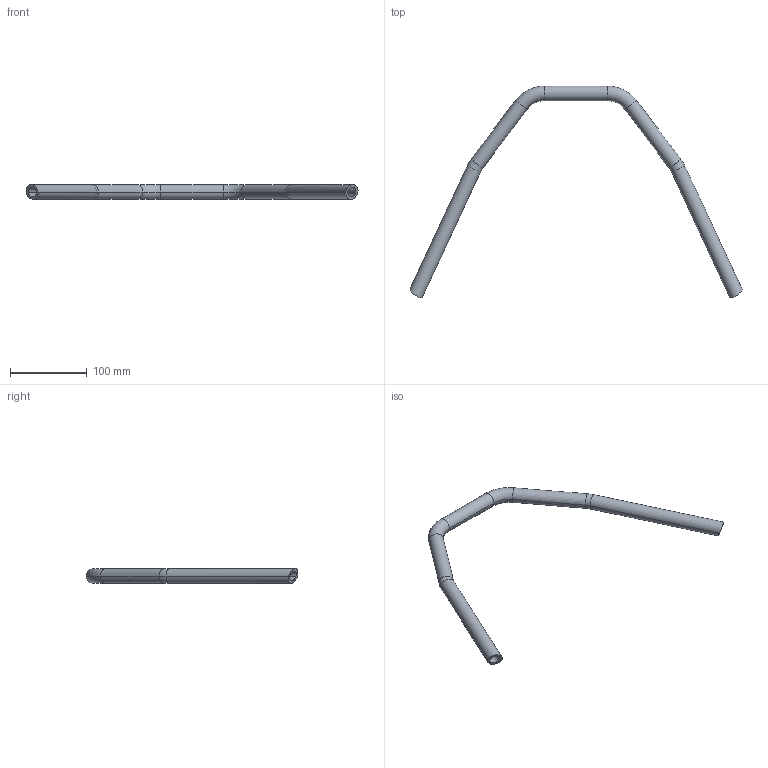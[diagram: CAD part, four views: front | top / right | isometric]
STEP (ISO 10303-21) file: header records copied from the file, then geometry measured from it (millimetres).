
FILE_DESCRIPTION (( 'STEP AP214' ), '1' );
FILE_NAME ('Member 1.STEP', '2025-02-27T19:56:41', ( '' ), ( '' ), 'SwSTEP 2.0', 'SolidWorks 2022', '' );
FILE_SCHEMA (( 'AUTOMOTIVE_DESIGN' ));
Length unit declared in the file: millimetre
Products named in the file (1): Member 1
Bounding box: 432.58 x 276.08 x 19.05 mm (x, y, z)
Volume: 113488.7 mm3; surface area: 74360.4 mm2
Topology: 9 solids, 9 shells, 54 faces, 108 edges, 72 vertices
Faces by surface type: cylinder 20, plane 18, torus 16
Entity records: 1594 total; most frequent: DIRECTION 290, CARTESIAN_POINT 259, ORIENTED_EDGE 216, AXIS2_PLACEMENT_3D 135, EDGE_CURVE 108, CIRCLE 80, VERTEX_POINT 72, EDGE_LOOP 72
